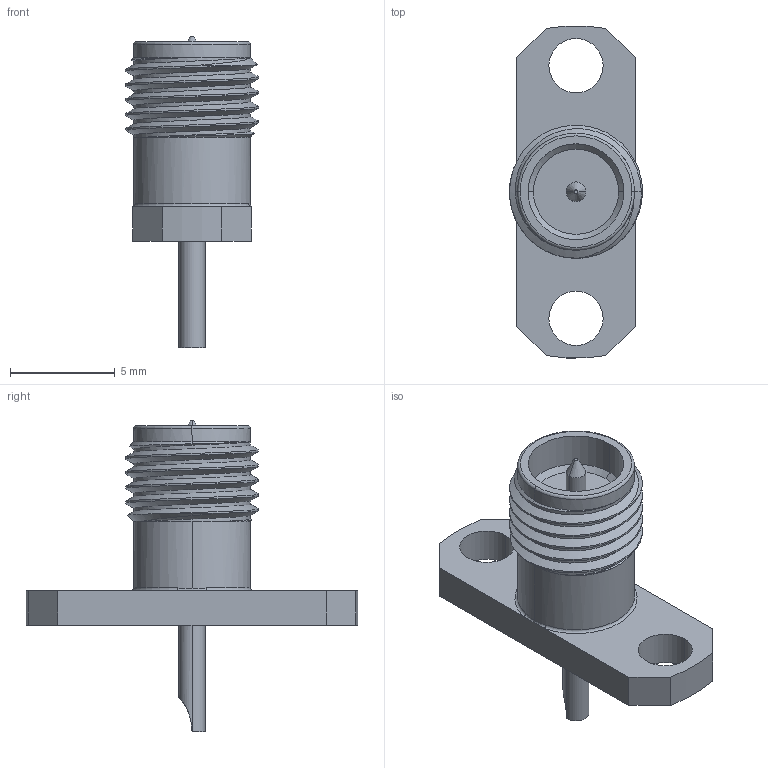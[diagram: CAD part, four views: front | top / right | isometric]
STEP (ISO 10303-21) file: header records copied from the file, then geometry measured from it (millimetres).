
FILE_DESCRIPTION (( 'STEP AP203' ), '1' );
FILE_NAME ('PE4867.step', '2018-05-09T23:54:52', ( '' ), ( '' ), 'SwSTEP 2.0', 'SolidWorks 2017', '' );
FILE_SCHEMA (( 'CONFIG_CONTROL_DESIGN' ));
Length unit declared in the file: inch
Products named in the file (1): PE4867
Bounding box: 6.35 x 15.85 x 14.86 mm (x, y, z)
Volume: 296.8 mm3; surface area: 496.2 mm2
Topology: 2 solids, 2 shells, 66 faces, 156 edges, 97 vertices
Faces by surface type: cylinder 31, plane 16, cone 10, bspline 5, torus 4
Entity records: 3125 total; most frequent: CARTESIAN_POINT 1606, ORIENTED_EDGE 312, DIRECTION 287, EDGE_CURVE 156, AXIS2_PLACEMENT_3D 113, VERTEX_POINT 97, EDGE_LOOP 73, FACE_OUTER_BOUND 66
